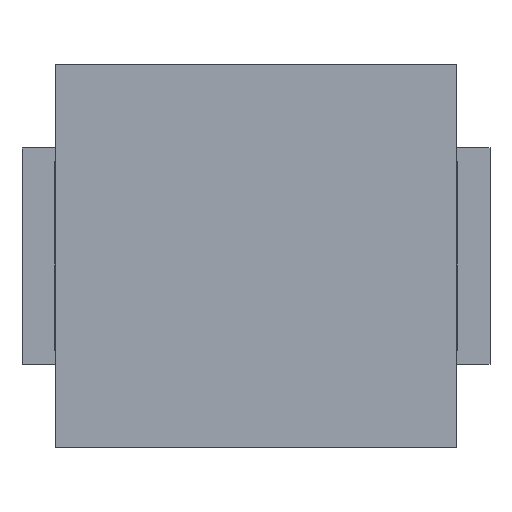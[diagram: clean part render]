
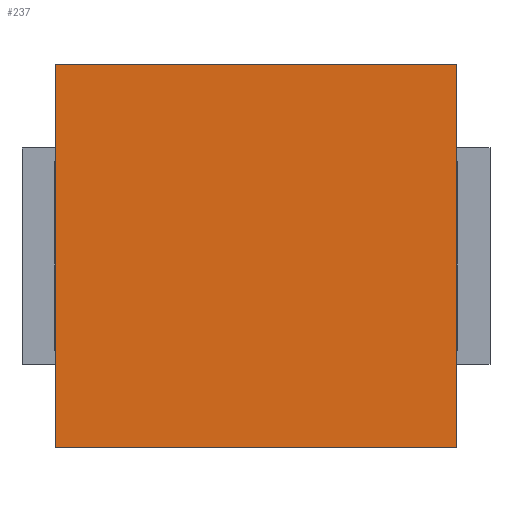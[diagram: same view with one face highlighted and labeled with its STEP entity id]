
A CAD part, top view. The second image highlights one B-rep face of the part: STEP entity #237.
In plain terms, the highlighted planar face has unit normal (0, 0, 1).
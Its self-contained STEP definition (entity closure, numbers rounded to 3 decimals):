
#237=ADVANCED_FACE('',(#293),#265,.T.);
#265=PLANE('',#758);
#293=FACE_OUTER_BOUND('',#319,.T.);
#319=EDGE_LOOP('',(#349,#350,#351,#352));
#349=ORIENTED_EDGE('',*,*,#541,.T.);
#350=ORIENTED_EDGE('',*,*,#542,.F.);
#351=ORIENTED_EDGE('',*,*,#543,.T.);
#352=ORIENTED_EDGE('',*,*,#544,.T.);
#493=VERTEX_POINT('',#918);
#494=VERTEX_POINT('',#919);
#495=VERTEX_POINT('',#921);
#496=VERTEX_POINT('',#923);
#541=EDGE_CURVE('',#493,#494,#613,.T.);
#542=EDGE_CURVE('',#495,#494,#614,.T.);
#543=EDGE_CURVE('',#495,#496,#615,.T.);
#544=EDGE_CURVE('',#496,#493,#616,.T.);
#613=LINE('',#917,#685);
#614=LINE('',#920,#686);
#615=LINE('',#922,#687);
#616=LINE('',#924,#688);
#685=VECTOR('',#788,1.);
#686=VECTOR('',#789,1.);
#687=VECTOR('',#790,1.);
#688=VECTOR('',#791,1.);
#758=AXIS2_PLACEMENT_3D('',#925,#792,#793);
#788=DIRECTION('',(-1.,0.,0.));
#789=DIRECTION('',(0.,1.,0.));
#790=DIRECTION('',(1.,0.,0.));
#791=DIRECTION('',(0.,1.,0.));
#792=DIRECTION('',(0.,0.,1.));
#793=DIRECTION('',(-1.,0.,0.));
#917=CARTESIAN_POINT('',(2.125,2.03,1.576));
#918=CARTESIAN_POINT('',(2.125,2.03,1.576));
#919=CARTESIAN_POINT('',(-2.125,2.03,1.576));
#920=CARTESIAN_POINT('',(-2.125,-2.03,1.576));
#921=CARTESIAN_POINT('',(-2.125,-2.03,1.576));
#922=CARTESIAN_POINT('',(-2.125,-2.03,1.576));
#923=CARTESIAN_POINT('',(2.125,-2.03,1.576));
#924=CARTESIAN_POINT('',(2.125,-2.03,1.576));
#925=CARTESIAN_POINT('',(0.,0.,1.576));
